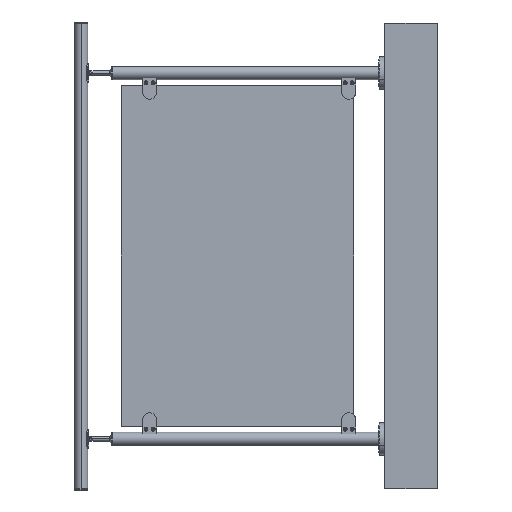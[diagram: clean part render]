
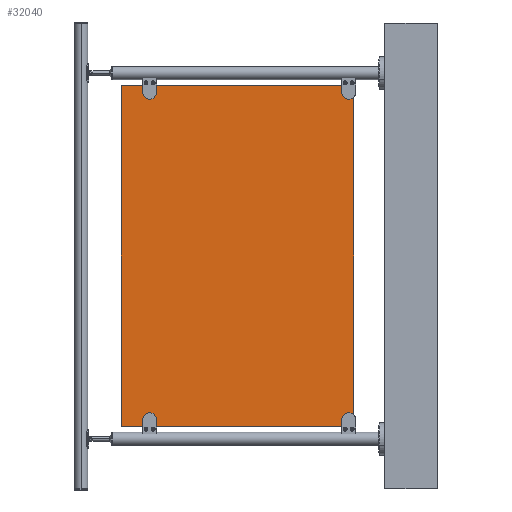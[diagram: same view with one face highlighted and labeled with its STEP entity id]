
A CAD part, left-side view. The second image highlights one B-rep face of the part: STEP entity #32040.
In plain terms, the highlighted planar face has unit normal (-1, 0, 0).
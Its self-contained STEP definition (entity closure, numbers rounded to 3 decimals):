
#98 = DIRECTION ( 'NONE',  ( 0., 0., -1. ) ) ;
#2813 = CARTESIAN_POINT ( 'NONE',  ( -4.38, 0., 549.5 ) ) ;
#3041 = ORIENTED_EDGE ( 'NONE', *, *, #25333, .T. ) ;
#3622 = LINE ( 'NONE', #30426, #26992 ) ;
#4300 = DIRECTION ( 'NONE',  ( 0., 0., -1. ) ) ;
#4957 = VECTOR ( 'NONE', #12537, 1000. ) ;
#5199 = CARTESIAN_POINT ( 'NONE',  ( -4.38, 374.5, -549.5 ) ) ;
#5374 = AXIS2_PLACEMENT_3D ( 'NONE', #8013, #26342, #98 ) ;
#5670 = VECTOR ( 'NONE', #31335, 1000. ) ;
#6828 = EDGE_LOOP ( 'NONE', ( #8204, #32681, #3041, #28575 ) ) ;
#7156 = VECTOR ( 'NONE', #8717, 1000. ) ;
#8013 = CARTESIAN_POINT ( 'NONE',  ( -4.38, 0., 0. ) ) ;
#8204 = ORIENTED_EDGE ( 'NONE', *, *, #31722, .T. ) ;
#8401 = VERTEX_POINT ( 'NONE', #18944 ) ;
#8717 = DIRECTION ( 'NONE',  ( 0., -1., 0. ) ) ;
#8894 = CARTESIAN_POINT ( 'NONE',  ( -4.38, -374.5, -549.5 ) ) ;
#9844 = PLANE ( 'NONE',  #5374 ) ;
#10002 = FACE_OUTER_BOUND ( 'NONE', #6828, .T. ) ;
#10008 = CARTESIAN_POINT ( 'NONE',  ( -4.38, -374.5, 0. ) ) ;
#12537 = DIRECTION ( 'NONE',  ( 0., 0., 1. ) ) ;
#16058 = EDGE_CURVE ( 'NONE', #21463, #20727, #29168, .T. ) ;
#17818 = VERTEX_POINT ( 'NONE', #5199 ) ;
#18944 = CARTESIAN_POINT ( 'NONE',  ( -4.38, 374.5, 549.5 ) ) ;
#20727 = VERTEX_POINT ( 'NONE', #25645 ) ;
#21463 = VERTEX_POINT ( 'NONE', #8894 ) ;
#21470 = LINE ( 'NONE', #32471, #7156 ) ;
#25333 = EDGE_CURVE ( 'NONE', #20727, #8401, #27813, .T. ) ;
#25645 = CARTESIAN_POINT ( 'NONE',  ( -4.38, -374.5, 549.5 ) ) ;
#26342 = DIRECTION ( 'NONE',  ( 1., 0., 0. ) ) ;
#26992 = VECTOR ( 'NONE', #4300, 1000. ) ;
#27813 = LINE ( 'NONE', #2813, #5670 ) ;
#27886 = EDGE_CURVE ( 'NONE', #8401, #17818, #3622, .T. ) ;
#28575 = ORIENTED_EDGE ( 'NONE', *, *, #27886, .T. ) ;
#29168 = LINE ( 'NONE', #10008, #4957 ) ;
#30426 = CARTESIAN_POINT ( 'NONE',  ( -4.38, 374.5, 0. ) ) ;
#31335 = DIRECTION ( 'NONE',  ( 0., 1., 0. ) ) ;
#31722 = EDGE_CURVE ( 'NONE', #17818, #21463, #21470, .T. ) ;
#32040 = ADVANCED_FACE ( 'NONE', ( #10002 ), #9844, .F. ) ;
#32471 = CARTESIAN_POINT ( 'NONE',  ( -4.38, 0., -549.5 ) ) ;
#32681 = ORIENTED_EDGE ( 'NONE', *, *, #16058, .T. ) ;
